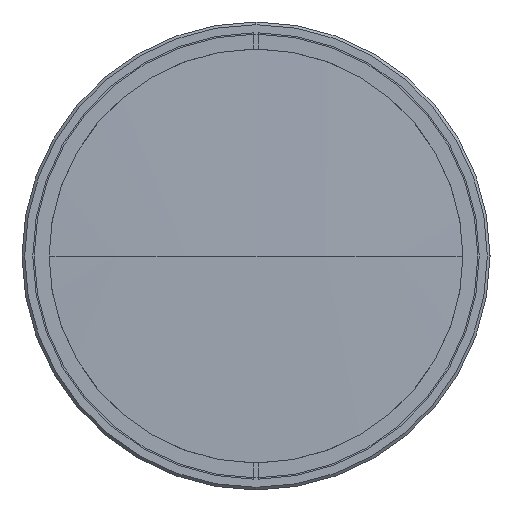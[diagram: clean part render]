
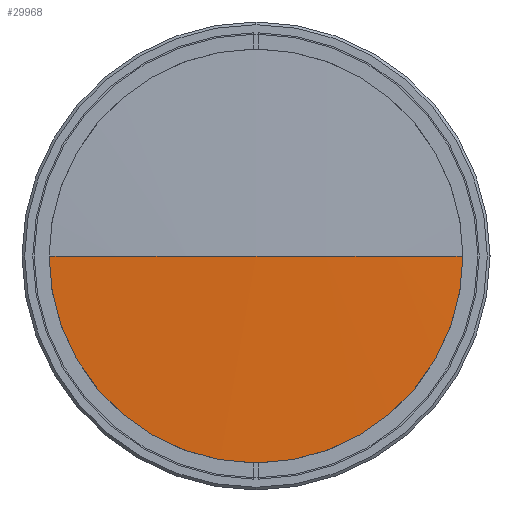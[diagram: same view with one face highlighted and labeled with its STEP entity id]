
A CAD part, left-side view. The second image highlights one B-rep face of the part: STEP entity #29968.
In plain terms, the highlighted spherical face has radius 2148.64 mm.
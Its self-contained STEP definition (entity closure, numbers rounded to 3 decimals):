
#17 = DIRECTION ( 'NONE',  ( 0., 0., -1. ) ) ;
#450 = CIRCLE ( 'NONE', #26691, 2148.64 ) ;
#514 = CIRCLE ( 'NONE', #26752, 77.288 ) ;
#982 = DIRECTION ( 'NONE',  ( -1., 0., 0. ) ) ;
#1841 = CARTESIAN_POINT ( 'NONE',  ( 2148.64, 0., 0. ) ) ;
#2251 = CIRCLE ( 'NONE', #45014, 77.288 ) ;
#3079 = CARTESIAN_POINT ( 'NONE',  ( 2148.64, 0., 0. ) ) ;
#3782 = ORIENTED_EDGE ( 'NONE', *, *, #14057, .T. ) ;
#4317 = VERTEX_POINT ( 'NONE', #44277 ) ;
#9201 = ORIENTED_EDGE ( 'NONE', *, *, #16254, .T. ) ;
#10020 = VERTEX_POINT ( 'NONE', #25405 ) ;
#10774 = EDGE_CURVE ( 'NONE', #4317, #10020, #450, .T. ) ;
#11349 = ORIENTED_EDGE ( 'NONE', *, *, #10774, .F. ) ;
#12653 = DIRECTION ( 'NONE',  ( 1., 0., 0. ) ) ;
#14057 = EDGE_CURVE ( 'NONE', #4317, #29177, #2251, .T. ) ;
#14581 = CARTESIAN_POINT ( 'NONE',  ( 1.39, -77.288, 0. ) ) ;
#15519 = AXIS2_PLACEMENT_3D ( 'NONE', #3079, #17, #31935 ) ;
#16254 = EDGE_CURVE ( 'NONE', #40443, #10020, #35403, .T. ) ;
#16435 = DIRECTION ( 'NONE',  ( 0., 1., 0. ) ) ;
#16766 = DIRECTION ( 'NONE',  ( 0., 0., 1. ) ) ;
#17863 = FACE_OUTER_BOUND ( 'NONE', #37127, .T. ) ;
#21614 = SPHERICAL_SURFACE ( 'NONE', #15519, 2148.64 ) ;
#25405 = CARTESIAN_POINT ( 'NONE',  ( 0., 0., 0. ) ) ;
#26691 = AXIS2_PLACEMENT_3D ( 'NONE', #1841, #41277, #12653 ) ;
#26752 = AXIS2_PLACEMENT_3D ( 'NONE', #29160, #982, #29616 ) ;
#28317 = EDGE_CURVE ( 'NONE', #29177, #40443, #514, .T. ) ;
#28643 = AXIS2_PLACEMENT_3D ( 'NONE', #41542, #45544, #16435 ) ;
#29160 = CARTESIAN_POINT ( 'NONE',  ( 1.39, 0., 0. ) ) ;
#29177 = VERTEX_POINT ( 'NONE', #42668 ) ;
#29616 = DIRECTION ( 'NONE',  ( 0., 0., 1. ) ) ;
#29968 = ADVANCED_FACE ( 'NONE', ( #17863 ), #21614, .T. ) ;
#31935 = DIRECTION ( 'NONE',  ( 0., 1., 0. ) ) ;
#34606 = CARTESIAN_POINT ( 'NONE',  ( 1.39, 0., 0. ) ) ;
#35403 = CIRCLE ( 'NONE', #28643, 2148.64 ) ;
#37127 = EDGE_LOOP ( 'NONE', ( #3782, #42327, #9201, #11349 ) ) ;
#40443 = VERTEX_POINT ( 'NONE', #14581 ) ;
#41277 = DIRECTION ( 'NONE',  ( 0., 0., 1. ) ) ;
#41423 = DIRECTION ( 'NONE',  ( -1., 0., 0. ) ) ;
#41542 = CARTESIAN_POINT ( 'NONE',  ( 2148.64, 0., 0. ) ) ;
#42327 = ORIENTED_EDGE ( 'NONE', *, *, #28317, .T. ) ;
#42668 = CARTESIAN_POINT ( 'NONE',  ( 1.39, 0., -77.288 ) ) ;
#44277 = CARTESIAN_POINT ( 'NONE',  ( 1.39, 77.288, 0. ) ) ;
#45014 = AXIS2_PLACEMENT_3D ( 'NONE', #34606, #41423, #16766 ) ;
#45544 = DIRECTION ( 'NONE',  ( 0., 0., -1. ) ) ;
